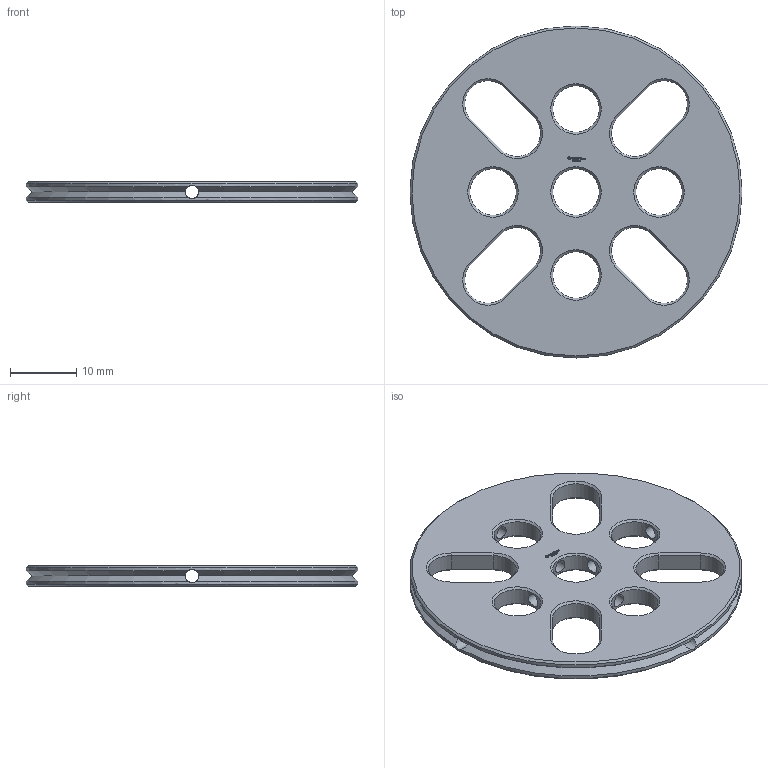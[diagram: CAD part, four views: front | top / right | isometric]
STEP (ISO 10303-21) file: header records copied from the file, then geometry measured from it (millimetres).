
FILE_DESCRIPTION(('FreeCAD Model'),'2;1');
FILE_NAME('Open CASCADE Shape Model','2023-11-14T16:14:52',(''),(''), 'Open CASCADE STEP processor 7.6','FreeCAD','Unknown');
FILE_SCHEMA(('AUTOMOTIVE_DESIGN { 1 0 10303 214 1 1 1 1 }'));
Length unit declared in the file: millimetre
Products named in the file (1): Washer FRE OCT BU04.00x00.25 - SPN-WSR-0050 (stemfie.org)
Bounding box: 50 x 50 x 3.12 mm (x, y, z)
Volume: 4173.9 mm3; surface area: 4462.9 mm2
Topology: 1 solids, 1 shells, 574 faces, 1603 edges, 1054 vertices
Faces by surface type: plane 329, extrusion 186, cone 36, cylinder 23
Full cylindrical faces by diameter (mm): 2 x8, 7 x5, 50 x2
Entity records: 42080 total; most frequent: CARTESIAN_POINT 11385, DIRECTION 4928, VECTOR 3999, LINE 3813, ORIENTED_EDGE 3206, PCURVE 3206, DEFINITIONAL_REPRESENTATION 3206, EDGE_CURVE 1603
